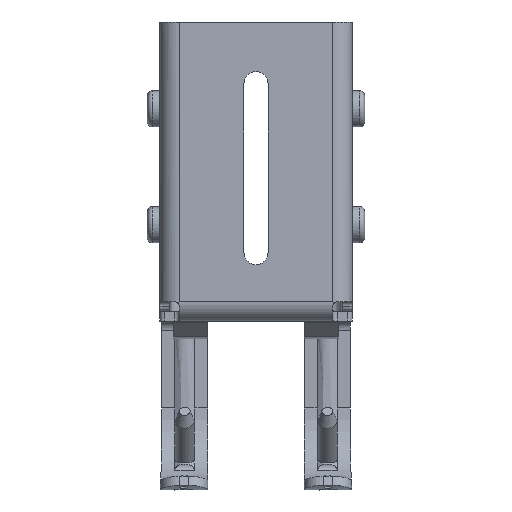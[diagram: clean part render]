
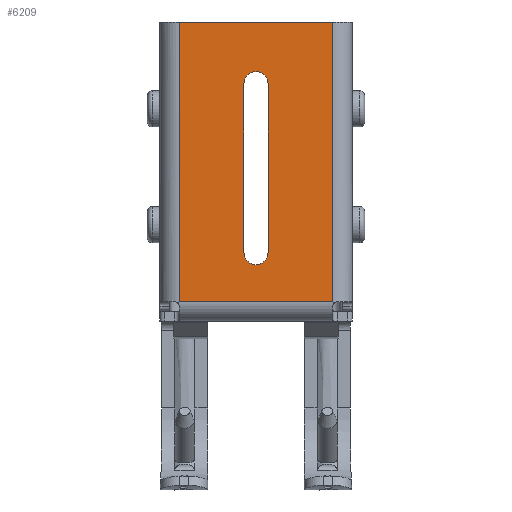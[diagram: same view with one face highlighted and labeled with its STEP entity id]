
A CAD part, front view. The second image highlights one B-rep face of the part: STEP entity #6209.
In plain terms, the highlighted planar face has unit normal (0, -1, 0).
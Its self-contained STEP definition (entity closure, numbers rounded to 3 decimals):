
#67=PLANE('',#6762);
#279=FACE_BOUND('',#1894,.T.);
#546=LINE('',#11731,#991);
#547=LINE('',#11755,#992);
#548=LINE('',#11757,#993);
#549=LINE('',#11758,#994);
#550=LINE('',#11760,#995);
#551=LINE('',#11763,#996);
#991=VECTOR('',#7821,1000.);
#992=VECTOR('',#7828,1000.);
#993=VECTOR('',#7829,1000.);
#994=VECTOR('',#7830,1000.);
#995=VECTOR('',#7831,1000.);
#996=VECTOR('',#7834,1000.);
#1486=FACE_OUTER_BOUND('',#1893,.T.);
#1893=EDGE_LOOP('',(#4764,#4765,#4766,#4767));
#1894=EDGE_LOOP('',(#4768,#4769,#4770,#4771));
#2203=CIRCLE('',#6578,2.5);
#2251=CIRCLE('',#6763,2.5);
#2660=VERTEX_POINT('',#9714);
#2661=VERTEX_POINT('',#9715);
#2913=VERTEX_POINT('',#11728);
#2914=VERTEX_POINT('',#11730);
#2918=VERTEX_POINT('',#11754);
#2919=VERTEX_POINT('',#11756);
#2920=VERTEX_POINT('',#11759);
#2921=VERTEX_POINT('',#11761);
#3290=EDGE_CURVE('',#2660,#2661,#2203,.T.);
#3612=EDGE_CURVE('',#2914,#2913,#546,.T.);
#3617=EDGE_CURVE('',#2913,#2918,#547,.T.);
#3618=EDGE_CURVE('',#2919,#2918,#548,.T.);
#3619=EDGE_CURVE('',#2919,#2914,#549,.T.);
#3620=EDGE_CURVE('',#2661,#2920,#550,.T.);
#3621=EDGE_CURVE('',#2920,#2921,#2251,.T.);
#3622=EDGE_CURVE('',#2921,#2660,#551,.T.);
#4764=ORIENTED_EDGE('',*,*,#3612,.T.);
#4765=ORIENTED_EDGE('',*,*,#3617,.T.);
#4766=ORIENTED_EDGE('',*,*,#3618,.F.);
#4767=ORIENTED_EDGE('',*,*,#3619,.T.);
#4768=ORIENTED_EDGE('',*,*,#3290,.T.);
#4769=ORIENTED_EDGE('',*,*,#3620,.T.);
#4770=ORIENTED_EDGE('',*,*,#3621,.T.);
#4771=ORIENTED_EDGE('',*,*,#3622,.T.);
#6209=ADVANCED_FACE('',(#1486,#279),#67,.T.);
#6578=AXIS2_PLACEMENT_3D('',#9716,#7309,#7310);
#6762=AXIS2_PLACEMENT_3D('',#11753,#7826,#7827);
#6763=AXIS2_PLACEMENT_3D('',#11762,#7832,#7833);
#7309=DIRECTION('center_axis',(0.,1.,0.));
#7310=DIRECTION('ref_axis',(-1.,0.,0.));
#7821=DIRECTION('',(0.,0.,-1.));
#7826=DIRECTION('center_axis',(0.,-1.,0.));
#7827=DIRECTION('ref_axis',(1.,0.,0.));
#7828=DIRECTION('',(1.,0.,0.));
#7829=DIRECTION('',(0.,0.,-1.));
#7830=DIRECTION('',(-1.,0.,0.));
#7831=DIRECTION('',(1.,0.,0.));
#7832=DIRECTION('center_axis',(0.,1.,0.));
#7833=DIRECTION('ref_axis',(-1.,0.,0.));
#7834=DIRECTION('',(-1.,0.,0.));
#9714=CARTESIAN_POINT('',(14.2,0.,-2.5));
#9715=CARTESIAN_POINT('',(14.2,0.,2.5));
#9716=CARTESIAN_POINT('Origin',(14.2,0.,0.));
#11728=CARTESIAN_POINT('',(4.,0.,-15.923));
#11730=CARTESIAN_POINT('',(4.,0.,15.923));
#11731=CARTESIAN_POINT('',(4.,0.,19.95));
#11753=CARTESIAN_POINT('Origin',(62.,0.,19.95));
#11754=CARTESIAN_POINT('',(62.,0.,-15.923));
#11755=CARTESIAN_POINT('',(4.,0.,-15.923));
#11756=CARTESIAN_POINT('',(62.,0.,15.923));
#11757=CARTESIAN_POINT('',(62.,0.,19.95));
#11758=CARTESIAN_POINT('',(62.,0.,15.923));
#11759=CARTESIAN_POINT('',(49.2,0.,2.5));
#11760=CARTESIAN_POINT('',(14.2,0.,2.5));
#11761=CARTESIAN_POINT('',(49.2,0.,-2.5));
#11762=CARTESIAN_POINT('Origin',(49.2,0.,0.));
#11763=CARTESIAN_POINT('',(14.2,0.,-2.5));
